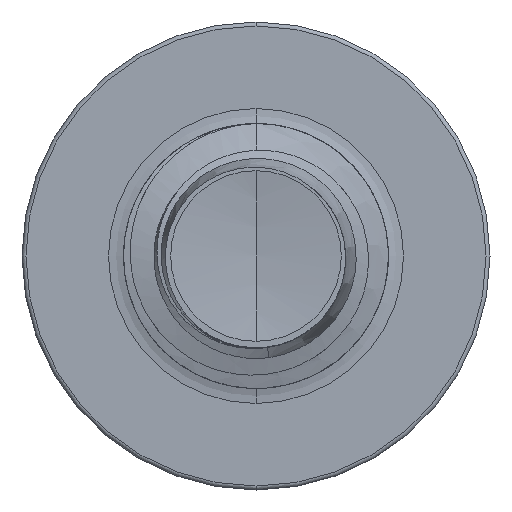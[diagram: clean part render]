
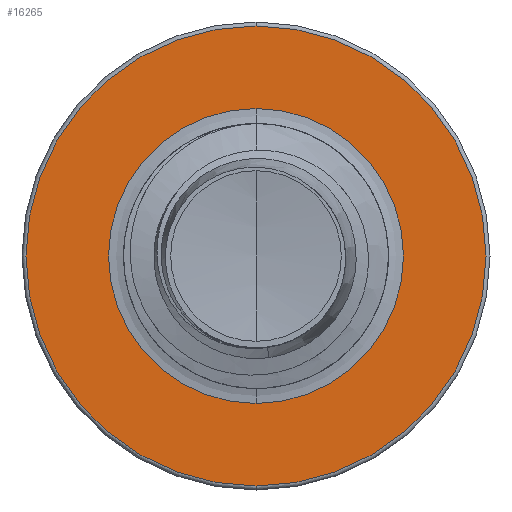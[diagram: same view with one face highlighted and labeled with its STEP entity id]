
A CAD part, front view. The second image highlights one B-rep face of the part: STEP entity #16265.
In plain terms, the highlighted planar face has unit normal (0, -1, 0).
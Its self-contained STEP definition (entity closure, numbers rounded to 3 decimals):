
#456 = PLANE ( 'NONE',  #11921 ) ;
#780 = EDGE_LOOP ( 'NONE', ( #20283, #7304 ) ) ;
#1415 = ORIENTED_EDGE ( 'NONE', *, *, #5447, .T. ) ;
#1441 = CARTESIAN_POINT ( 'NONE',  ( 0., 12.5, 2.605 ) ) ;
#1648 = CARTESIAN_POINT ( 'NONE',  ( 0., 12.5, 0. ) ) ;
#1810 = CARTESIAN_POINT ( 'NONE',  ( 0., 12.5, 0. ) ) ;
#2783 = CIRCLE ( 'NONE', #27604, 1.67 ) ;
#2883 = AXIS2_PLACEMENT_3D ( 'NONE', #5706, #23521, #8433 ) ;
#3548 = VERTEX_POINT ( 'NONE', #22939 ) ;
#3838 = DIRECTION ( 'NONE',  ( 0., 1., 0. ) ) ;
#4410 = DIRECTION ( 'NONE',  ( 0., 0., 1. ) ) ;
#4566 = DIRECTION ( 'NONE',  ( 0., 0., 1. ) ) ;
#5447 = EDGE_CURVE ( 'NONE', #3548, #11961, #16418, .T. ) ;
#5706 = CARTESIAN_POINT ( 'NONE',  ( 0., 12.5, 0. ) ) ;
#7304 = ORIENTED_EDGE ( 'NONE', *, *, #21551, .F. ) ;
#8433 = DIRECTION ( 'NONE',  ( 0., 0., 1. ) ) ;
#9187 = CARTESIAN_POINT ( 'NONE',  ( 0., 12.5, -1.67 ) ) ;
#10822 = EDGE_CURVE ( 'NONE', #28462, #31066, #16389, .T. ) ;
#11781 = DIRECTION ( 'NONE',  ( 0., 0., 1. ) ) ;
#11921 = AXIS2_PLACEMENT_3D ( 'NONE', #9187, #26703, #11781 ) ;
#11961 = VERTEX_POINT ( 'NONE', #26118 ) ;
#13057 = CARTESIAN_POINT ( 'NONE',  ( 0., 12.5, -2.605 ) ) ;
#16265 = ADVANCED_FACE ( 'NONE', ( #22250, #17142 ), #456, .F. ) ;
#16389 = CIRCLE ( 'NONE', #2883, 2.605 ) ;
#16418 = CIRCLE ( 'NONE', #20479, 1.67 ) ;
#17142 = FACE_BOUND ( 'NONE', #25746, .T. ) ;
#19353 = CARTESIAN_POINT ( 'NONE',  ( 0., 12.5, 0. ) ) ;
#19869 = DIRECTION ( 'NONE',  ( 0., 1., 0. ) ) ;
#20015 = DIRECTION ( 'NONE',  ( 0., 1., 0. ) ) ;
#20153 = AXIS2_PLACEMENT_3D ( 'NONE', #19353, #3838, #21862 ) ;
#20283 = ORIENTED_EDGE ( 'NONE', *, *, #10822, .F. ) ;
#20479 = AXIS2_PLACEMENT_3D ( 'NONE', #1648, #19869, #4410 ) ;
#21551 = EDGE_CURVE ( 'NONE', #31066, #28462, #32849, .T. ) ;
#21862 = DIRECTION ( 'NONE',  ( 0., 0., 1. ) ) ;
#22250 = FACE_OUTER_BOUND ( 'NONE', #780, .T. ) ;
#22939 = CARTESIAN_POINT ( 'NONE',  ( 0., 12.5, -1.67 ) ) ;
#23521 = DIRECTION ( 'NONE',  ( 0., 1., 0. ) ) ;
#25578 = ORIENTED_EDGE ( 'NONE', *, *, #28695, .T. ) ;
#25746 = EDGE_LOOP ( 'NONE', ( #25578, #1415 ) ) ;
#26118 = CARTESIAN_POINT ( 'NONE',  ( 0., 12.5, 1.67 ) ) ;
#26703 = DIRECTION ( 'NONE',  ( 0., 1., 0. ) ) ;
#27604 = AXIS2_PLACEMENT_3D ( 'NONE', #1810, #20015, #4566 ) ;
#28462 = VERTEX_POINT ( 'NONE', #1441 ) ;
#28695 = EDGE_CURVE ( 'NONE', #11961, #3548, #2783, .T. ) ;
#31066 = VERTEX_POINT ( 'NONE', #13057 ) ;
#32849 = CIRCLE ( 'NONE', #20153, 2.605 ) ;
